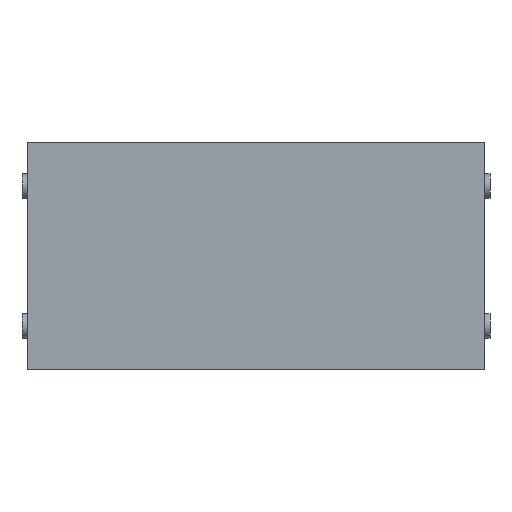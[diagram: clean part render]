
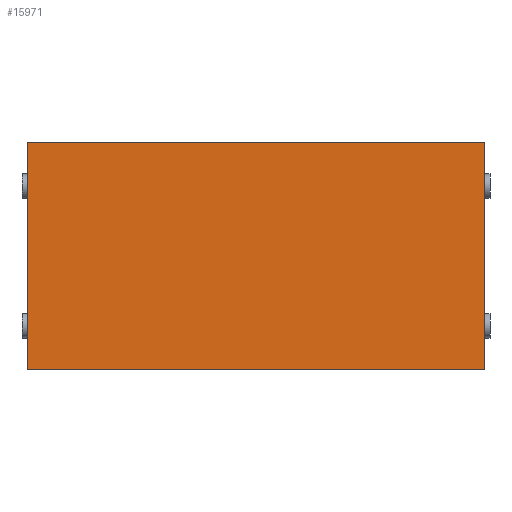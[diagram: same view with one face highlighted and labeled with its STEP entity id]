
A CAD part, front view. The second image highlights one B-rep face of the part: STEP entity #15971.
In plain terms, the highlighted planar face has unit normal (0, -1, 0).
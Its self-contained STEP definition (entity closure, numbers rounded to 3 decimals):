
#455 = EDGE_CURVE ( 'NONE', #2441, #1371, #14474, .T. ) ;
#1171 = LINE ( 'NONE', #27129, #4836 ) ;
#1371 = VERTEX_POINT ( 'NONE', #15851 ) ;
#1919 = VERTEX_POINT ( 'NONE', #14770 ) ;
#2441 = VERTEX_POINT ( 'NONE', #25200 ) ;
#2469 = LINE ( 'NONE', #37598, #10243 ) ;
#2830 = CARTESIAN_POINT ( 'NONE',  ( 131., -20., 65. ) ) ;
#3384 = VERTEX_POINT ( 'NONE', #28628 ) ;
#4195 = DIRECTION ( 'NONE',  ( 0., -1., 0. ) ) ;
#4836 = VECTOR ( 'NONE', #32687, 1000. ) ;
#9933 = DIRECTION ( 'NONE',  ( 0., 0., -1. ) ) ;
#10243 = VECTOR ( 'NONE', #11451, 1000. ) ;
#11451 = DIRECTION ( 'NONE',  ( 0., 0., -1. ) ) ;
#12245 = ORIENTED_EDGE ( 'NONE', *, *, #22092, .T. ) ;
#12607 = FACE_OUTER_BOUND ( 'NONE', #33861, .T. ) ;
#14474 = LINE ( 'NONE', #2830, #26395 ) ;
#14770 = CARTESIAN_POINT ( 'NONE',  ( -131., -20., -65. ) ) ;
#15490 = AXIS2_PLACEMENT_3D ( 'NONE', #27295, #4195, #9933 ) ;
#15851 = CARTESIAN_POINT ( 'NONE',  ( 131., -20., 65. ) ) ;
#15971 = ADVANCED_FACE ( 'NONE', ( #12607 ), #29782, .T. ) ;
#18134 = EDGE_CURVE ( 'NONE', #1919, #2441, #20712, .T. ) ;
#19729 = EDGE_CURVE ( 'NONE', #3384, #1919, #2469, .T. ) ;
#20712 = LINE ( 'NONE', #32368, #35709 ) ;
#20745 = DIRECTION ( 'NONE',  ( 0., 0., 1. ) ) ;
#21090 = DIRECTION ( 'NONE',  ( 1., 0., 0. ) ) ;
#22092 = EDGE_CURVE ( 'NONE', #1371, #3384, #1171, .T. ) ;
#25200 = CARTESIAN_POINT ( 'NONE',  ( 131., -20., -65. ) ) ;
#26395 = VECTOR ( 'NONE', #20745, 1000. ) ;
#27129 = CARTESIAN_POINT ( 'NONE',  ( -131., -20., 65. ) ) ;
#27295 = CARTESIAN_POINT ( 'NONE',  ( 0., -20., 0. ) ) ;
#28628 = CARTESIAN_POINT ( 'NONE',  ( -131., -20., 65. ) ) ;
#29590 = ORIENTED_EDGE ( 'NONE', *, *, #455, .T. ) ;
#29782 = PLANE ( 'NONE',  #15490 ) ;
#31279 = ORIENTED_EDGE ( 'NONE', *, *, #18134, .T. ) ;
#32368 = CARTESIAN_POINT ( 'NONE',  ( -131., -20., -65. ) ) ;
#32687 = DIRECTION ( 'NONE',  ( -1., 0., 0. ) ) ;
#33861 = EDGE_LOOP ( 'NONE', ( #35894, #31279, #29590, #12245 ) ) ;
#35709 = VECTOR ( 'NONE', #21090, 1000. ) ;
#35894 = ORIENTED_EDGE ( 'NONE', *, *, #19729, .T. ) ;
#37598 = CARTESIAN_POINT ( 'NONE',  ( -131., -20., 65. ) ) ;
